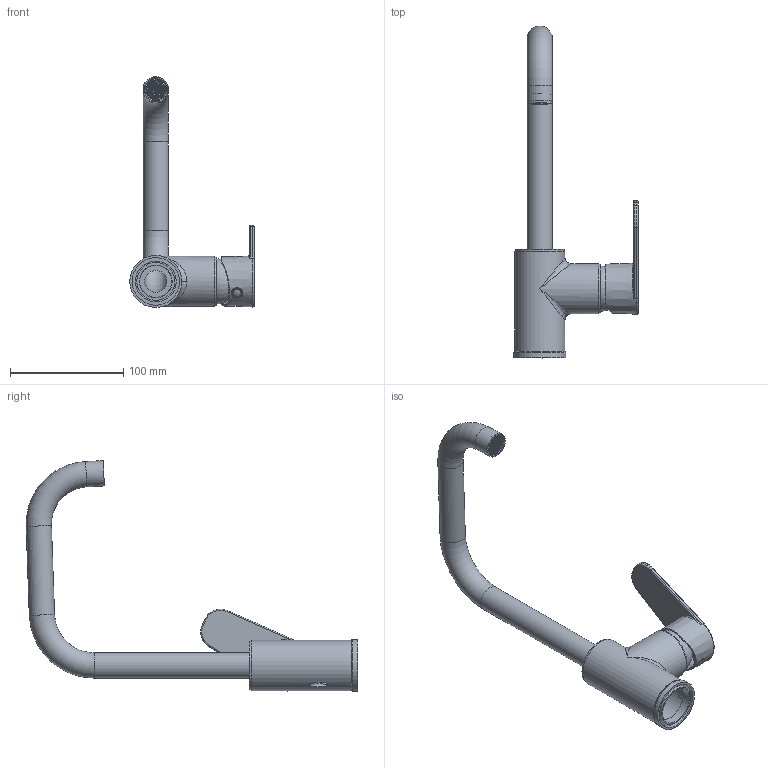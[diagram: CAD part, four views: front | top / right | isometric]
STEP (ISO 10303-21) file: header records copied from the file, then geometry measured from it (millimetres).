
FILE_DESCRIPTION (( 'STEP AP203' ), '1' );
FILE_NAME ('STEP36A300354.STEP', '2020-09-15T09:06:21', ( '' ), ( '' ), 'SwSTEP 2.0', 'SolidWorks 2018', '' );
FILE_SCHEMA (( 'CONFIG_CONTROL_DESIGN' ));
Length unit declared in the file: millimetre
Products named in the file (1): STEP36A300354
Bounding box: 109.82 x 293.48 x 204.1 mm (x, y, z)
Volume: 97179.3 mm3; surface area: 113009.8 mm2
Topology: 8 solids, 8 shells, 1274 faces, 3222 edges, 2133 vertices
Faces by surface type: plane 1116, cylinder 105, bspline 26, torus 14, cone 12, sphere 1
Full cylindrical faces by diameter (mm): 6 x1, 6.8 x2, 9.5 x1, 10 x1, 16 x1, 16.7 x1, 17.2 x2, 17.5 x1, 18.5 x2, 18.75 x1, 19.5 x1, 20.8 x4, 21.2 x1, 21.5 x1, 22.4 x3, 24.5 x1, 29 x1, 31 x1, 33.5 x1, 34 x1, 35.8 x2, 36 x1, 36.233 x2, 36.5 x1, 37 x2, 39 x3, 42 x1, 43 x1, 44.5 x2, 46 x1
Entity records: 41946 total; most frequent: CARTESIAN_POINT 11861, ORIENTED_EDGE 6260, DIRECTION 5656, EDGE_CURVE 3130, LINE 2744, VECTOR 2744, VERTEX_POINT 2110, EDGE_LOOP 1528
